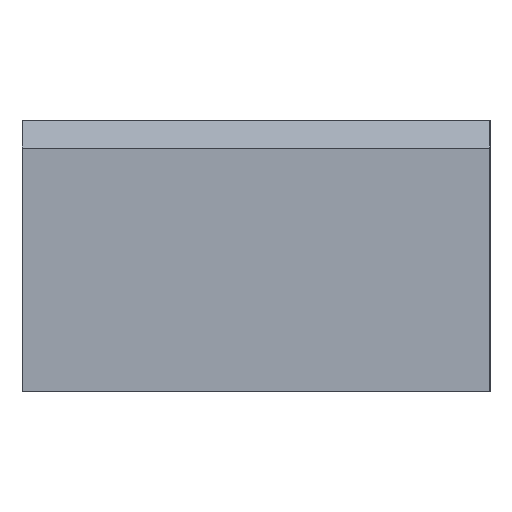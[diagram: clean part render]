
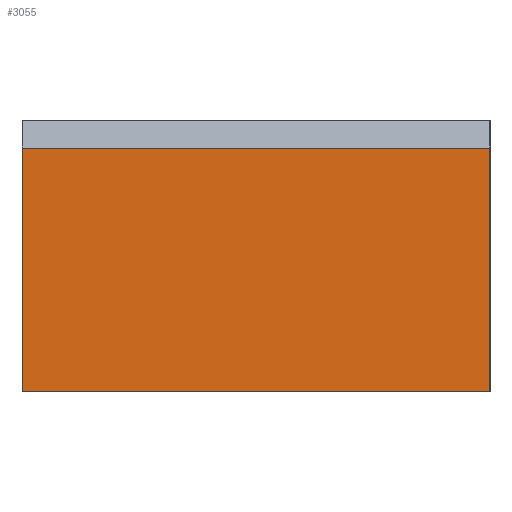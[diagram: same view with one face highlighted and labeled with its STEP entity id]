
A CAD part, left-side view. The second image highlights one B-rep face of the part: STEP entity #3055.
In plain terms, the highlighted planar face has unit normal (-1, 0, 0).
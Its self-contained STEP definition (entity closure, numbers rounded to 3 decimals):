
#45 = PLANE('',#46);
#46 = AXIS2_PLACEMENT_3D('',#47,#48,#49);
#47 = CARTESIAN_POINT('',(243.308,-553.3,
    -687.174));
#48 = DIRECTION('',(0.,1.,0.));
#49 = DIRECTION('',(0.,0.,-1.));
#556 = PLANE('',#557);
#557 = AXIS2_PLACEMENT_3D('',#558,#559,#560);
#558 = CARTESIAN_POINT('',(243.308,-217.3,
    -687.174));
#559 = DIRECTION('',(0.,-1.,0.));
#560 = DIRECTION('',(0.,0.,1.));
#1236 = PLANE('',#1237);
#1237 = AXIS2_PLACEMENT_3D('',#1238,#1239,#1240);
#1238 = CARTESIAN_POINT('',(-31.692,-385.3,
    -882.174));
#1239 = DIRECTION('',(0.,0.,1.));
#1240 = DIRECTION('',(-1.,0.,0.));
#2431 = VERTEX_POINT('',#2432);
#2432 = CARTESIAN_POINT('',(-306.692,-217.3,
    -707.174));
#2441 = PLANE('',#2442);
#2442 = AXIS2_PLACEMENT_3D('',#2443,#2444,#2445);
#2443 = CARTESIAN_POINT('',(-286.692,-385.3,
    -687.174));
#2444 = DIRECTION('',(-0.707,0.,0.707
    ));
#2445 = DIRECTION('',(0.,1.,0.));
#2460 = EDGE_CURVE('',#2461,#2431,#2463,.T.);
#2461 = VERTEX_POINT('',#2462);
#2462 = CARTESIAN_POINT('',(-306.692,-553.3,
    -707.174));
#2463 = SURFACE_CURVE('',#2464,(#2468,#2475),.PCURVE_S1.);
#2464 = LINE('',#2465,#2466);
#2465 = CARTESIAN_POINT('',(-306.692,-217.3,
    -707.174));
#2466 = VECTOR('',#2467,1.);
#2467 = DIRECTION('',(0.,1.,0.));
#2468 = PCURVE('',#2441,#2469);
#2469 = DEFINITIONAL_REPRESENTATION('',(#2470),#2474);
#2470 = LINE('',#2471,#2472);
#2471 = CARTESIAN_POINT('',(168.,28.284));
#2472 = VECTOR('',#2473,1.);
#2473 = DIRECTION('',(1.,0.));
#2474 = ( GEOMETRIC_REPRESENTATION_CONTEXT(2) 
PARAMETRIC_REPRESENTATION_CONTEXT() REPRESENTATION_CONTEXT('2D SPACE',''
  ) );
#2475 = PCURVE('',#2476,#2481);
#2476 = PLANE('',#2477);
#2477 = AXIS2_PLACEMENT_3D('',#2478,#2479,#2480);
#2478 = CARTESIAN_POINT('',(-306.692,-553.3,
    -687.174));
#2479 = DIRECTION('',(1.,0.,0.));
#2480 = DIRECTION('',(0.,1.,0.));
#2481 = DEFINITIONAL_REPRESENTATION('',(#2482),#2486);
#2482 = LINE('',#2483,#2484);
#2483 = CARTESIAN_POINT('',(336.,-20.));
#2484 = VECTOR('',#2485,1.);
#2485 = DIRECTION('',(1.,0.));
#2486 = ( GEOMETRIC_REPRESENTATION_CONTEXT(2) 
PARAMETRIC_REPRESENTATION_CONTEXT() REPRESENTATION_CONTEXT('2D SPACE',''
  ) );
#2566 = VERTEX_POINT('',#2567);
#2567 = CARTESIAN_POINT('',(-306.692,-553.3,
    -882.174));
#2588 = EDGE_CURVE('',#2589,#2566,#2591,.T.);
#2589 = VERTEX_POINT('',#2590);
#2590 = CARTESIAN_POINT('',(-306.692,-217.3,
    -882.174));
#2591 = SURFACE_CURVE('',#2592,(#2596,#2603),.PCURVE_S1.);
#2592 = LINE('',#2593,#2594);
#2593 = CARTESIAN_POINT('',(-306.692,-553.3,
    -882.174));
#2594 = VECTOR('',#2595,1.);
#2595 = DIRECTION('',(0.,-1.,0.));
#2596 = PCURVE('',#1236,#2597);
#2597 = DEFINITIONAL_REPRESENTATION('',(#2598),#2602);
#2598 = LINE('',#2599,#2600);
#2599 = CARTESIAN_POINT('',(275.,168.));
#2600 = VECTOR('',#2601,1.);
#2601 = DIRECTION('',(0.,1.));
#2602 = ( GEOMETRIC_REPRESENTATION_CONTEXT(2) 
PARAMETRIC_REPRESENTATION_CONTEXT() REPRESENTATION_CONTEXT('2D SPACE',''
  ) );
#2603 = PCURVE('',#2476,#2604);
#2604 = DEFINITIONAL_REPRESENTATION('',(#2605),#2609);
#2605 = LINE('',#2606,#2607);
#2606 = CARTESIAN_POINT('',(0.,-195.));
#2607 = VECTOR('',#2608,1.);
#2608 = DIRECTION('',(-1.,0.));
#2609 = ( GEOMETRIC_REPRESENTATION_CONTEXT(2) 
PARAMETRIC_REPRESENTATION_CONTEXT() REPRESENTATION_CONTEXT('2D SPACE',''
  ) );
#2730 = EDGE_CURVE('',#2431,#2589,#2731,.T.);
#2731 = SURFACE_CURVE('',#2732,(#2736,#2743),.PCURVE_S1.);
#2732 = LINE('',#2733,#2734);
#2733 = CARTESIAN_POINT('',(-306.692,-217.3,
    -687.174));
#2734 = VECTOR('',#2735,1.);
#2735 = DIRECTION('',(0.,0.,-1.));
#2736 = PCURVE('',#556,#2737);
#2737 = DEFINITIONAL_REPRESENTATION('',(#2738),#2742);
#2738 = LINE('',#2739,#2740);
#2739 = CARTESIAN_POINT('',(0.,550.));
#2740 = VECTOR('',#2741,1.);
#2741 = DIRECTION('',(-1.,0.));
#2742 = ( GEOMETRIC_REPRESENTATION_CONTEXT(2) 
PARAMETRIC_REPRESENTATION_CONTEXT() REPRESENTATION_CONTEXT('2D SPACE',''
  ) );
#2743 = PCURVE('',#2476,#2744);
#2744 = DEFINITIONAL_REPRESENTATION('',(#2745),#2749);
#2745 = LINE('',#2746,#2747);
#2746 = CARTESIAN_POINT('',(336.,0.));
#2747 = VECTOR('',#2748,1.);
#2748 = DIRECTION('',(0.,-1.));
#2749 = ( GEOMETRIC_REPRESENTATION_CONTEXT(2) 
PARAMETRIC_REPRESENTATION_CONTEXT() REPRESENTATION_CONTEXT('2D SPACE',''
  ) );
#2913 = EDGE_CURVE('',#2461,#2566,#2914,.T.);
#2914 = SURFACE_CURVE('',#2915,(#2919,#2926),.PCURVE_S1.);
#2915 = LINE('',#2916,#2917);
#2916 = CARTESIAN_POINT('',(-306.692,-553.3,
    -687.174));
#2917 = VECTOR('',#2918,1.);
#2918 = DIRECTION('',(0.,0.,-1.));
#2919 = PCURVE('',#45,#2920);
#2920 = DEFINITIONAL_REPRESENTATION('',(#2921),#2925);
#2921 = LINE('',#2922,#2923);
#2922 = CARTESIAN_POINT('',(0.,550.));
#2923 = VECTOR('',#2924,1.);
#2924 = DIRECTION('',(1.,0.));
#2925 = ( GEOMETRIC_REPRESENTATION_CONTEXT(2) 
PARAMETRIC_REPRESENTATION_CONTEXT() REPRESENTATION_CONTEXT('2D SPACE',''
  ) );
#2926 = PCURVE('',#2476,#2927);
#2927 = DEFINITIONAL_REPRESENTATION('',(#2928),#2932);
#2928 = LINE('',#2929,#2930);
#2929 = CARTESIAN_POINT('',(0.,0.));
#2930 = VECTOR('',#2931,1.);
#2931 = DIRECTION('',(0.,-1.));
#2932 = ( GEOMETRIC_REPRESENTATION_CONTEXT(2) 
PARAMETRIC_REPRESENTATION_CONTEXT() REPRESENTATION_CONTEXT('2D SPACE',''
  ) );
#3055 = ADVANCED_FACE('',(#3056),#2476,.F.);
#3056 = FACE_BOUND('',#3057,.T.);
#3057 = EDGE_LOOP('',(#3058,#3059,#3060,#3061));
#3058 = ORIENTED_EDGE('',*,*,#2913,.F.);
#3059 = ORIENTED_EDGE('',*,*,#2460,.T.);
#3060 = ORIENTED_EDGE('',*,*,#2730,.T.);
#3061 = ORIENTED_EDGE('',*,*,#2588,.T.);
